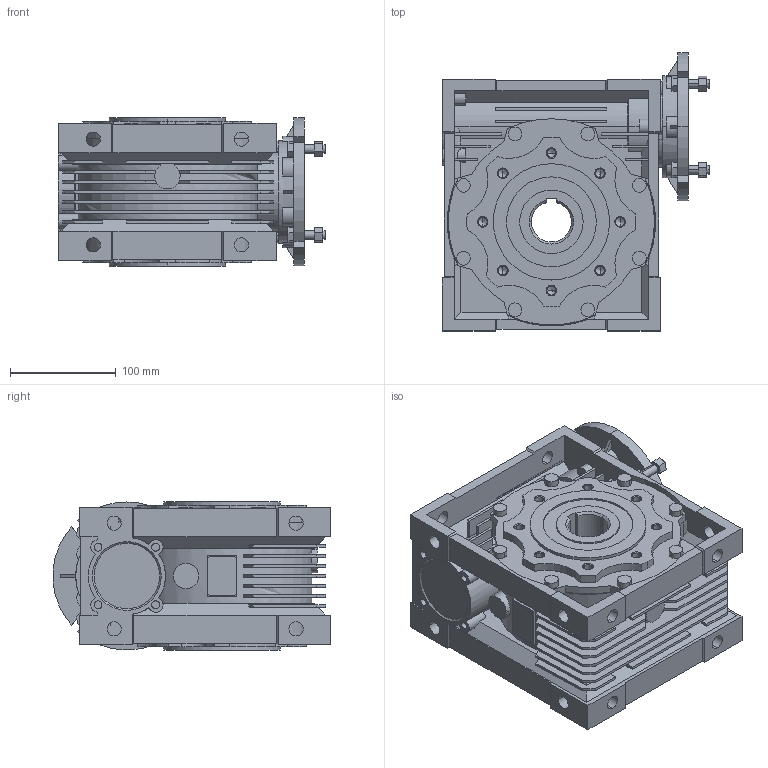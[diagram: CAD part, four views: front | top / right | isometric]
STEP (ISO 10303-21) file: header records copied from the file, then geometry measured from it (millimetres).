
FILE_DESCRIPTION (( 'STEP AP214' ), '1' );
FILE_NAME ('PMRV090_90_B14.STEP', '2018-05-29T12:09:34', ( 'admin' ), ( '' ), 'SwSTEP 2.0', 'SolidWorks 2018', '' );
FILE_SCHEMA (( 'AUTOMOTIVE_DESIGN' ));
Length unit declared in the file: millimetre
Products named in the file (1): PMRV090_90_B14
Bounding box: 252.5 x 262.77 x 140 mm (x, y, z)
Volume: 4491789.4 mm3; surface area: 645979.1 mm2
Topology: 4 solids, 6 shells, 1156 faces, 3091 edges, 1985 vertices
Faces by surface type: plane 667, cylinder 381, cone 104, torus 4
Entity records: 37036 total; most frequent: CARTESIAN_POINT 7721, DIRECTION 6164, ORIENTED_EDGE 6118, EDGE_CURVE 3059, AXIS2_PLACEMENT_3D 2099, VERTEX_POINT 1985, LINE 1966, VECTOR 1966
